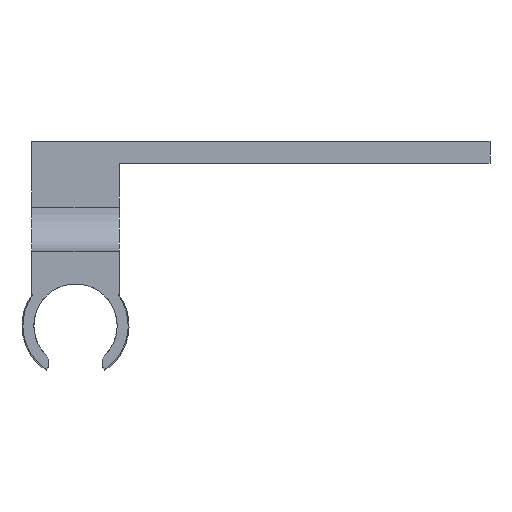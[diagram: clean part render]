
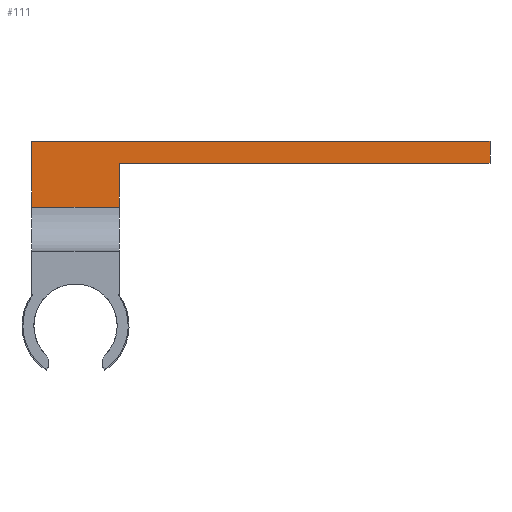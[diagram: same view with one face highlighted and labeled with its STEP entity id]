
A CAD part, left-side view. The second image highlights one B-rep face of the part: STEP entity #111.
In plain terms, the highlighted planar face has unit normal (-1, 0, 0).
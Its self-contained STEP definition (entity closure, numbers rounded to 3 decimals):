
#16 = ORIENTED_EDGE ( 'NONE', *, *, #964, .T. ) ;
#32 = CARTESIAN_POINT ( 'NONE',  ( -11.5, 63., 0. ) ) ;
#111 = ADVANCED_FACE ( 'NONE', ( #392 ), #1558, .F. ) ;
#124 = VERTEX_POINT ( 'NONE', #1099 ) ;
#149 = VECTOR ( 'NONE', #737, 1000. ) ;
#154 = LINE ( 'NONE', #625, #149 ) ;
#197 = AXIS2_PLACEMENT_3D ( 'NONE', #1414, #535, #975 ) ;
#211 = VERTEX_POINT ( 'NONE', #916 ) ;
#222 = VERTEX_POINT ( 'NONE', #587 ) ;
#264 = DIRECTION ( 'NONE',  ( 0., 0., 1. ) ) ;
#338 = VECTOR ( 'NONE', #1239, 1000. ) ;
#352 = VECTOR ( 'NONE', #1425, 1000. ) ;
#392 = FACE_OUTER_BOUND ( 'NONE', #790, .T. ) ;
#473 = ORIENTED_EDGE ( 'NONE', *, *, #1513, .T. ) ;
#486 = LINE ( 'NONE', #1220, #1005 ) ;
#535 = DIRECTION ( 'NONE',  ( 1., 0., 0. ) ) ;
#550 = CARTESIAN_POINT ( 'NONE',  ( -11.5, 83., 5. ) ) ;
#587 = CARTESIAN_POINT ( 'NONE',  ( -11.5, -21.5, 5. ) ) ;
#609 = ORIENTED_EDGE ( 'NONE', *, *, #1627, .T. ) ;
#625 = CARTESIAN_POINT ( 'NONE',  ( -11.5, 63., -10. ) ) ;
#710 = VERTEX_POINT ( 'NONE', #32 ) ;
#737 = DIRECTION ( 'NONE',  ( 0., -1., 0. ) ) ;
#782 = LINE ( 'NONE', #1389, #338 ) ;
#790 = EDGE_LOOP ( 'NONE', ( #473, #609, #16, #1854, #1445, #1726 ) ) ;
#849 = CARTESIAN_POINT ( 'NONE',  ( -11.5, 63., -20. ) ) ;
#856 = LINE ( 'NONE', #1446, #352 ) ;
#916 = CARTESIAN_POINT ( 'NONE',  ( -11.5, 83., 5. ) ) ;
#964 = EDGE_CURVE ( 'NONE', #1122, #710, #1583, .T. ) ;
#975 = DIRECTION ( 'NONE',  ( 0., 0., -1. ) ) ;
#1005 = VECTOR ( 'NONE', #1066, 1000. ) ;
#1066 = DIRECTION ( 'NONE',  ( 0., -1., 0. ) ) ;
#1099 = CARTESIAN_POINT ( 'NONE',  ( -11.5, -21.5, 0. ) ) ;
#1122 = VERTEX_POINT ( 'NONE', #1149 ) ;
#1149 = CARTESIAN_POINT ( 'NONE',  ( -11.5, 63., -10. ) ) ;
#1220 = CARTESIAN_POINT ( 'NONE',  ( -11.5, 0., 0. ) ) ;
#1239 = DIRECTION ( 'NONE',  ( 0., -1., 0. ) ) ;
#1336 = EDGE_CURVE ( 'NONE', #222, #124, #856, .T. ) ;
#1357 = VECTOR ( 'NONE', #1549, 1000. ) ;
#1389 = CARTESIAN_POINT ( 'NONE',  ( -11.5, 0., 5. ) ) ;
#1414 = CARTESIAN_POINT ( 'NONE',  ( -11.5, 0., 5. ) ) ;
#1422 = LINE ( 'NONE', #550, #1357 ) ;
#1425 = DIRECTION ( 'NONE',  ( 0., 0., -1. ) ) ;
#1445 = ORIENTED_EDGE ( 'NONE', *, *, #1336, .F. ) ;
#1446 = CARTESIAN_POINT ( 'NONE',  ( -11.5, -21.5, 5. ) ) ;
#1513 = EDGE_CURVE ( 'NONE', #211, #1581, #1422, .T. ) ;
#1549 = DIRECTION ( 'NONE',  ( 0., 0., -1. ) ) ;
#1558 = PLANE ( 'NONE',  #197 ) ;
#1570 = VECTOR ( 'NONE', #264, 1000. ) ;
#1577 = CARTESIAN_POINT ( 'NONE',  ( -11.5, 83., -10. ) ) ;
#1581 = VERTEX_POINT ( 'NONE', #1577 ) ;
#1583 = LINE ( 'NONE', #849, #1570 ) ;
#1627 = EDGE_CURVE ( 'NONE', #1581, #1122, #154, .T. ) ;
#1726 = ORIENTED_EDGE ( 'NONE', *, *, #1825, .F. ) ;
#1825 = EDGE_CURVE ( 'NONE', #211, #222, #782, .T. ) ;
#1827 = EDGE_CURVE ( 'NONE', #710, #124, #486, .T. ) ;
#1854 = ORIENTED_EDGE ( 'NONE', *, *, #1827, .T. ) ;
